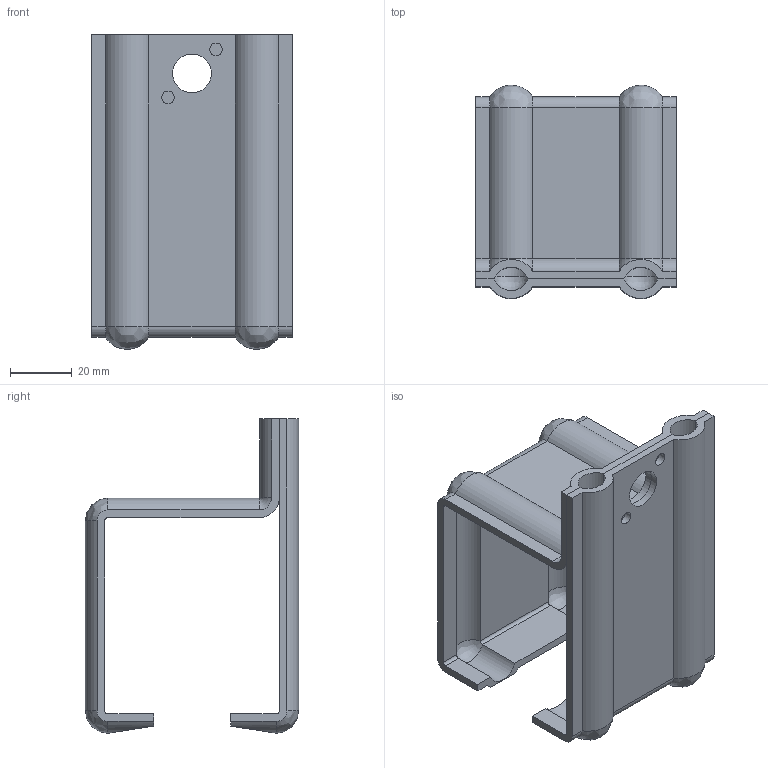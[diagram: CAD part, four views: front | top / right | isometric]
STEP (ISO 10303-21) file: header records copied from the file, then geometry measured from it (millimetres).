
FILE_DESCRIPTION(/* description */ (''),/* implementation_level */ '2;1');
FILE_NAME(/* name */ '6356.stp',/* time_stamp */ '2020-12-22T15:41:40+01:00',/* author */ ('DBARI'),/* organization */ (''),/* preprocessor_version */ 'ST-DEVELOPER v18.1',/* originating_system */ 'Autodesk Inventor 2021',/* authorisation */ '');
FILE_SCHEMA (('AUTOMOTIVE_DESIGN { 1 0 10303 214 3 1 1 }'));
Length unit declared in the file: millimetre
Products named in the file (3): 6356; 15199; 15198
Assembly tree (2 placements, depth 2):
  6356
    15199
    15198
Bounding box: 65 x 69.1 x 101.8 mm (x, y, z)
Volume: 48979.6 mm3; surface area: 41790 mm2
Topology: 2 solids, 2 shells, 128 faces, 290 edges, 170 vertices
Faces by surface type: cylinder 60, plane 52, bspline 12, torus 4
Full cylindrical faces by diameter (mm): 4 x4, 4.1 x2, 12.5 x2
Entity records: 3842 total; most frequent: CARTESIAN_POINT 819, DIRECTION 654, ORIENTED_EDGE 580, EDGE_CURVE 290, AXIS2_PLACEMENT_3D 245, VERTEX_POINT 170, LINE 164, VECTOR 164
